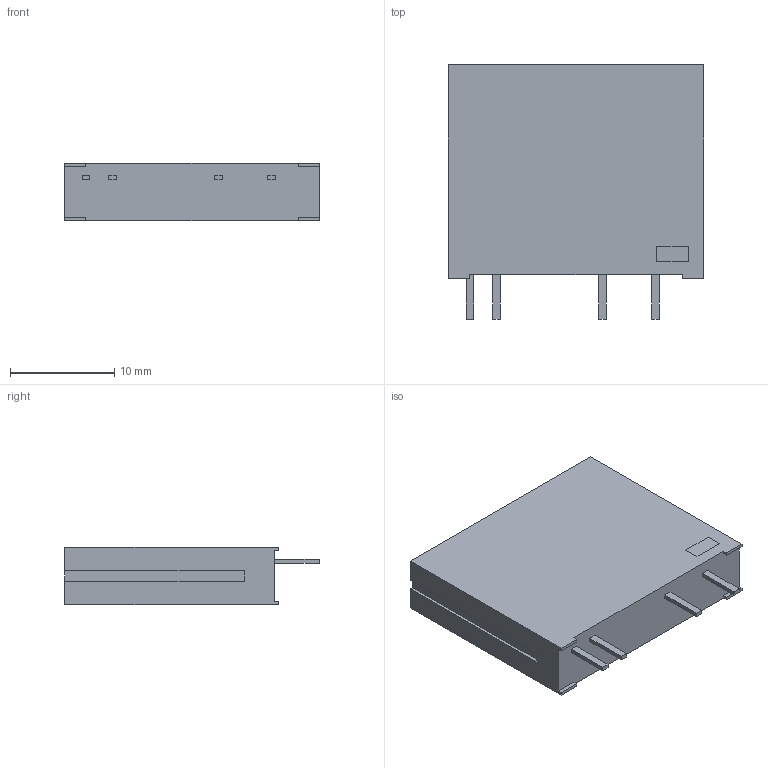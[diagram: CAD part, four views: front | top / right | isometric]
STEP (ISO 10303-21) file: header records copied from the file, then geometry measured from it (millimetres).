
FILE_DESCRIPTION (( 'STEP AP214' ), '1' );
FILE_NAME ('G3MB-202PEG-4-DC20MA.STEP', '2025-06-19T09:54:22', ( '' ), ( '' ), 'SwSTEP 2.0', 'SolidWorks 2024', '' );
FILE_SCHEMA (( 'AUTOMOTIVE_DESIGN' ));
Length unit declared in the file: millimetre
Products named in the file (7): G3MB-202P-4 DC5; G3MB-202P-4 DC5_5; G3MB-202PEG-4-DC20MA; G3MB-202P-4 DC5_2; G3MB-202P-4 DC5_4; G3MB-202P-4 DC5_3; G3MB-202P-4 DC5_1
Assembly tree (6 placements, depth 2):
  G3MB-202PEG-4-DC20MA
    G3MB-202P-4 DC5_5
    G3MB-202P-4 DC5_3
    G3MB-202P-4 DC5_2
    G3MB-202P-4 DC5_4
    G3MB-202P-4 DC5
    G3MB-202P-4 DC5_1
Bounding box: 24.5 x 24.4 x 5.5 mm (x, y, z)
Volume: 2701.8 mm3; surface area: 1556 mm2
Topology: 6 solids, 6 shells, 64 faces, 150 edges, 100 vertices
Faces by surface type: plane 62, cone 2
Entity records: 2018 total; most frequent: CARTESIAN_POINT 323, ORIENTED_EDGE 300, DIRECTION 300, EDGE_CURVE 150, VECTOR 146, LINE 146, VERTEX_POINT 100, AXIS2_PLACEMENT_3D 77
